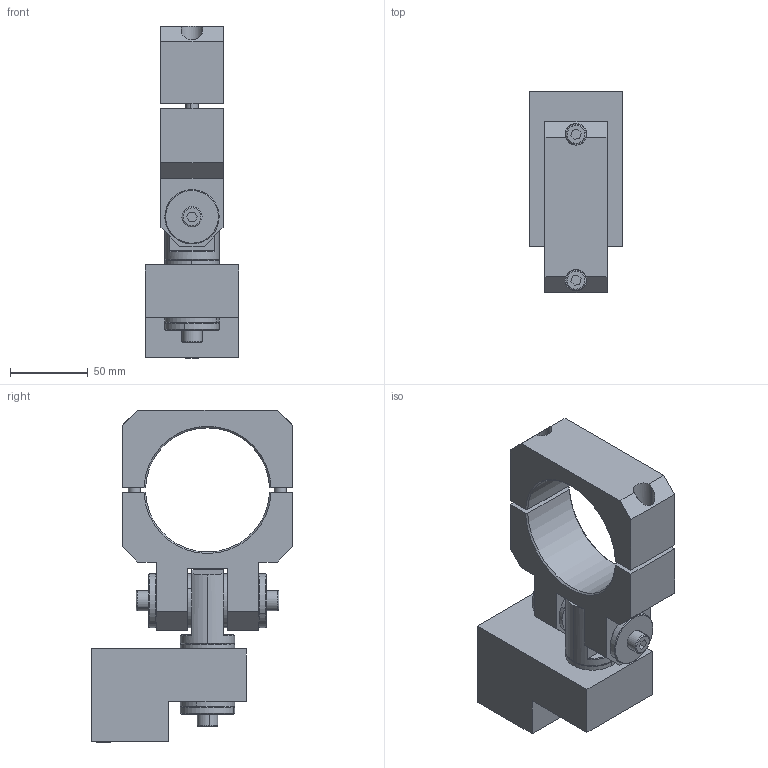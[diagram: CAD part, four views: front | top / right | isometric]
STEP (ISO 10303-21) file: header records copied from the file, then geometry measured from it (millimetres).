
FILE_DESCRIPTION (( 'STEP AP214' ), '1' );
FILE_NAME ('P8231.STEP', '2021-08-18T10:58:57', ( '' ), ( '' ), 'SwSTEP 2.0', 'SolidWorks 2019', '' );
FILE_SCHEMA (( 'AUTOMOTIVE_DESIGN' ));
Length unit declared in the file: millimetre
Products named in the file (1): P8231
Bounding box: 60 x 130 x 214 mm (x, y, z)
Volume: 600099.6 mm3; surface area: 116965.7 mm2
Topology: 16 solids, 16 shells, 308 faces, 704 edges, 430 vertices
Faces by surface type: plane 113, cone 94, cylinder 89, torus 12
Entity records: 12140 total; most frequent: DIRECTION 1567, CARTESIAN_POINT 1491, ORIENTED_EDGE 1372, EDGE_CURVE 686, AXIS2_PLACEMENT_3D 594, VERTEX_POINT 430, LINE 379, VECTOR 379
